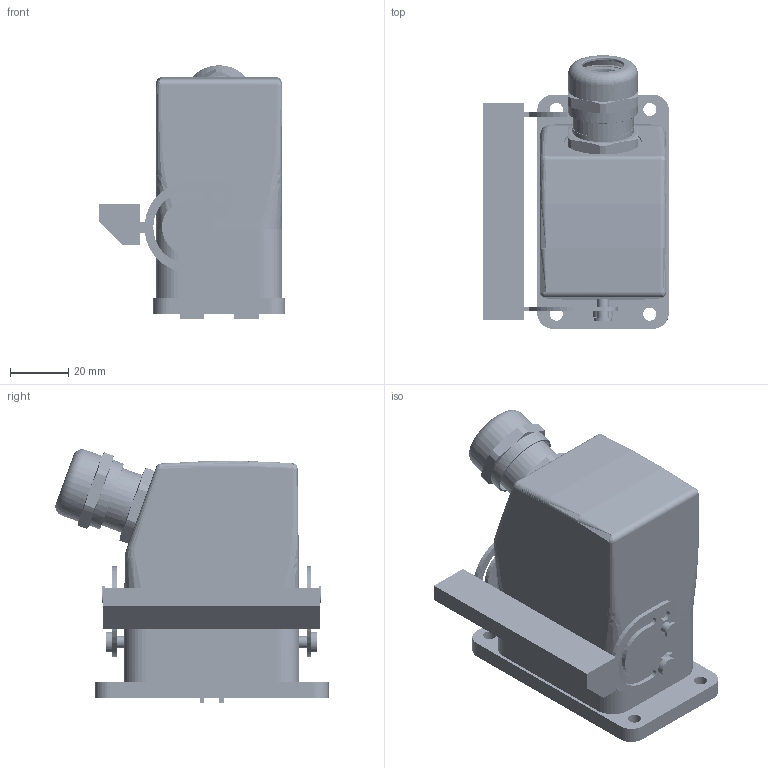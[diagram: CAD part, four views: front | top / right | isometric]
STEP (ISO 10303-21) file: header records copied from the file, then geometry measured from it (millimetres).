
FILE_DESCRIPTION(('CATIA V5R24 STEP','CAx-IF Rec.Pracs.--- Model Styling and Organization---1.2---2011-12-15'),'2;1');
FILE_NAME ('003843-1_1', '2018-09-10T12:07:36+00:00', ('Weidmueller Interface'), ('Weidmueller'), 'CATIA Version 5-6 Release 2014 SP4 HF52', 'CATIA V5 STEP AP214', 'none');
FILE_SCHEMA(('AUTOMOTIVE_DESIGN { 1 0 10303 214 1 1 1 1 }'));
Products named in the file (1): 1027660000
Bounding box: 63.5 x 93.45 x 86.7 mm (x, y, z)
Volume: 120398 mm3; surface area: 102612.9 mm2
Topology: 8 solids, 9 shells, 5584 faces, 16408 edges, 10688 vertices
Faces by surface type: plane 3458, cylinder 1369, cone 346, torus 220, sphere 84, bspline 79, extrusion 20, revolution 8
Entity records: 193615 total; most frequent: CARTESIAN_POINT 55539, ORIENTED_EDGE 32592, DIRECTION 22165, EDGE_CURVE 16296, VECTOR 10853, LINE 10833, VERTEX_POINT 10688, AXIS2_PLACEMENT_3D 7197
